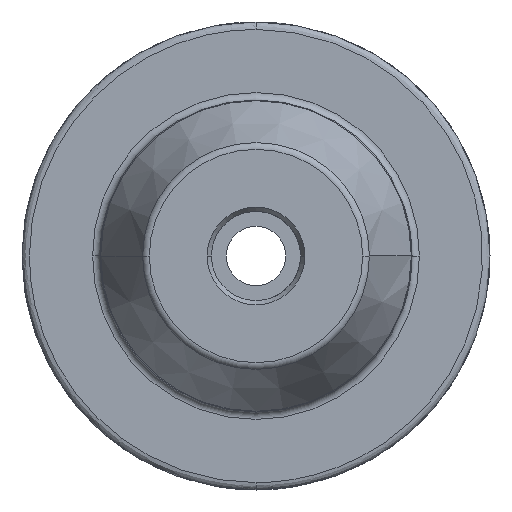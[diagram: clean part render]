
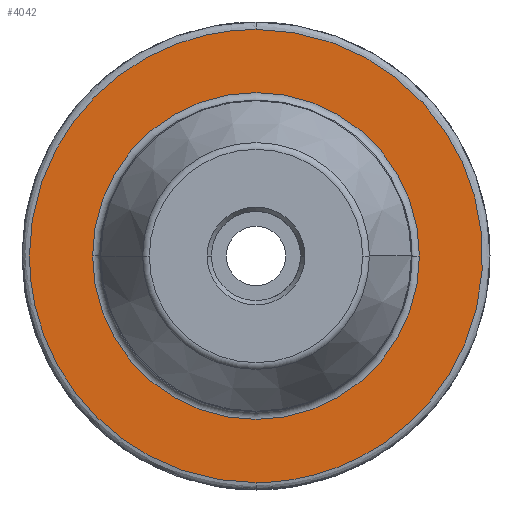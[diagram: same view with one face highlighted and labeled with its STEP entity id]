
A CAD part, front view. The second image highlights one B-rep face of the part: STEP entity #4042.
In plain terms, the highlighted planar face has unit normal (0, -1, 0).
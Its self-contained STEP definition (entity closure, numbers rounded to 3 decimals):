
#100 = DIRECTION ( 'NONE',  ( 0., 1., 0. ) ) ;
#143 = VERTEX_POINT ( 'NONE', #1486 ) ;
#149 = AXIS2_PLACEMENT_3D ( 'NONE', #705, #4075, #1556 ) ;
#166 = CARTESIAN_POINT ( 'NONE',  ( 61., -27., 30.5 ) ) ;
#185 = CARTESIAN_POINT ( 'NONE',  ( 0., -27., -30.5 ) ) ;
#199 = ORIENTED_EDGE ( 'NONE', *, *, #1176, .F. ) ;
#215 = CARTESIAN_POINT ( 'NONE',  ( -30.5, -27., 0. ) ) ;
#451 =( BOUNDED_CURVE ( )  B_SPLINE_CURVE ( 3, ( #1845, #166, #2709, #185 ),
 .UNSPECIFIED., .F., .T. ) 
 B_SPLINE_CURVE_WITH_KNOTS ( ( 4, 4 ),
 ( 0.333, 1. ),
 .UNSPECIFIED. ) 
 CURVE ( )  GEOMETRIC_REPRESENTATION_ITEM ( )  RATIONAL_B_SPLINE_CURVE ( ( 1., 0.333, 0.333, 1. ) ) 
 REPRESENTATION_ITEM ( '' )  );
#705 = CARTESIAN_POINT ( 'NONE',  ( -31.5, -27., 0. ) ) ;
#807 = CARTESIAN_POINT ( 'NONE',  ( 0., -27., -30.5 ) ) ;
#884 = AXIS2_PLACEMENT_3D ( 'NONE', #4408, #1887, #4824 ) ;
#891 = FACE_BOUND ( 'NONE', #1412, .T. ) ;
#1038 = EDGE_LOOP ( 'NONE', ( #3009, #2842, #199 ) ) ;
#1176 = EDGE_CURVE ( 'NONE', #1254, #143, #451, .T. ) ;
#1254 = VERTEX_POINT ( 'NONE', #1484 ) ;
#1412 = EDGE_LOOP ( 'NONE', ( #4279, #5303 ) ) ;
#1466 = CARTESIAN_POINT ( 'NONE',  ( 0., -27., 30.5 ) ) ;
#1484 = CARTESIAN_POINT ( 'NONE',  ( 0., -27., 30.5 ) ) ;
#1486 = CARTESIAN_POINT ( 'NONE',  ( 0., -27., -30.5 ) ) ;
#1556 = DIRECTION ( 'NONE',  ( 1., 0., 0. ) ) ;
#1651 = CARTESIAN_POINT ( 'NONE',  ( -30.5, -27., 0. ) ) ;
#1670 = AXIS2_PLACEMENT_3D ( 'NONE', #2624, #100, #3033 ) ;
#1845 = CARTESIAN_POINT ( 'NONE',  ( 0., -27., 30.5 ) ) ;
#1887 = DIRECTION ( 'NONE',  ( 0., 1., 0. ) ) ;
#1993 =( BOUNDED_CURVE ( )  B_SPLINE_CURVE ( 3, ( #2672, #3141, #3996, #1466 ),
 .UNSPECIFIED., .F., .F. ) 
 B_SPLINE_CURVE_WITH_KNOTS ( ( 4, 4 ),
 ( 0., 0.333 ),
 .UNSPECIFIED. ) 
 CURVE ( )  GEOMETRIC_REPRESENTATION_ITEM ( )  RATIONAL_B_SPLINE_CURVE ( ( 1., 0.805, 0.805, 1. ) ) 
 REPRESENTATION_ITEM ( '' )  );
#2097 = EDGE_CURVE ( 'NONE', #2790, #1254, #1993, .T. ) ;
#2624 = CARTESIAN_POINT ( 'NONE',  ( 0., -27., 0. ) ) ;
#2672 = CARTESIAN_POINT ( 'NONE',  ( -30.5, -27., 0. ) ) ;
#2709 = CARTESIAN_POINT ( 'NONE',  ( 61., -27., -30.5 ) ) ;
#2790 = VERTEX_POINT ( 'NONE', #215 ) ;
#2842 = ORIENTED_EDGE ( 'NONE', *, *, #3654, .F. ) ;
#2939 = VERTEX_POINT ( 'NONE', #5393 ) ;
#2981 = EDGE_CURVE ( 'NONE', #4034, #2939, #4251, .T. ) ;
#3009 = ORIENTED_EDGE ( 'NONE', *, *, #2097, .F. ) ;
#3033 = DIRECTION ( 'NONE',  ( 1., 0., 0. ) ) ;
#3141 = CARTESIAN_POINT ( 'NONE',  ( -30.5, -27., 17.866 ) ) ;
#3218 = CARTESIAN_POINT ( 'NONE',  ( -22., -27., 0. ) ) ;
#3499 =( BOUNDED_CURVE ( )  B_SPLINE_CURVE ( 3, ( #807, #5407, #4174, #1651 ),
 .UNSPECIFIED., .F., .T. ) 
 B_SPLINE_CURVE_WITH_KNOTS ( ( 4, 4 ),
 ( 0., 1. ),
 .UNSPECIFIED. ) 
 CURVE ( )  GEOMETRIC_REPRESENTATION_ITEM ( )  RATIONAL_B_SPLINE_CURVE ( ( 1., 0.805, 0.805, 1. ) ) 
 REPRESENTATION_ITEM ( '' )  );
#3654 = EDGE_CURVE ( 'NONE', #143, #2790, #3499, .T. ) ;
#3996 = CARTESIAN_POINT ( 'NONE',  ( -17.866, -27., 30.5 ) ) ;
#4034 = VERTEX_POINT ( 'NONE', #3218 ) ;
#4042 = ADVANCED_FACE ( 'NONE', ( #891, #5220 ), #4817, .T. ) ;
#4075 = DIRECTION ( 'NONE',  ( 0., -1., 0. ) ) ;
#4174 = CARTESIAN_POINT ( 'NONE',  ( -30.5, -27., -17.866 ) ) ;
#4251 = CIRCLE ( 'NONE', #1670, 22. ) ;
#4279 = ORIENTED_EDGE ( 'NONE', *, *, #4399, .T. ) ;
#4399 = EDGE_CURVE ( 'NONE', #2939, #4034, #4444, .T. ) ;
#4408 = CARTESIAN_POINT ( 'NONE',  ( 0., -27., 0. ) ) ;
#4444 = CIRCLE ( 'NONE', #884, 22. ) ;
#4817 = PLANE ( 'NONE',  #149 ) ;
#4824 = DIRECTION ( 'NONE',  ( 1., 0., 0. ) ) ;
#5220 = FACE_OUTER_BOUND ( 'NONE', #1038, .T. ) ;
#5303 = ORIENTED_EDGE ( 'NONE', *, *, #2981, .T. ) ;
#5393 = CARTESIAN_POINT ( 'NONE',  ( 22., -27., 0. ) ) ;
#5407 = CARTESIAN_POINT ( 'NONE',  ( -17.866, -27., -30.5 ) ) ;
